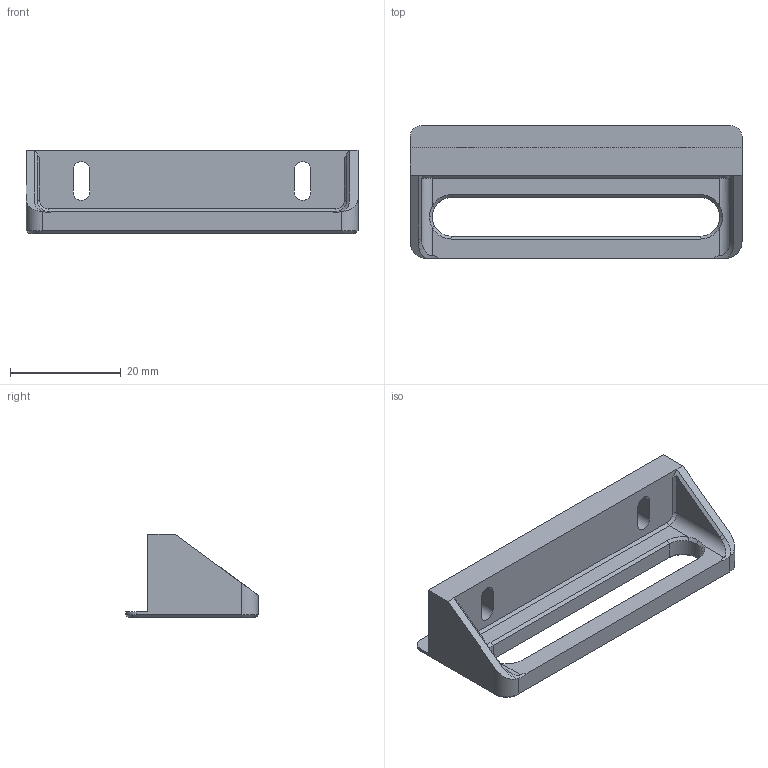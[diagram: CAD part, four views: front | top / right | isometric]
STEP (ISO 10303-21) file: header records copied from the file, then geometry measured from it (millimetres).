
FILE_DESCRIPTION(/* description */ (''),/* implementation_level */ '2;1');
FILE_NAME(/* name */ 'BlastGate_Tounge.step',/* time_stamp */ '2024-02-09T15:29:10+01:00',/* author */ (''),/* organization */ (''),/* preprocessor_version */ 'ST-DEVELOPER v20',/* originating_system */ 'Autodesk Translation Framework v12.14.0.127',/* authorisation */ '');
FILE_SCHEMA (('AUTOMOTIVE_DESIGN { 1 0 10303 214 3 1 1 }'));
Length unit declared in the file: millimetre
Products named in the file (2): BlastGateServos_V2; GateTounge
Assembly tree (1 placements, depth 2):
  BlastGateServos_V2
    GateTounge
Bounding box: 60 x 24 x 15 mm (x, y, z)
Volume: 7027.2 mm3; surface area: 4903.8 mm2
Topology: 1 solids, 1 shells, 66 faces, 169 edges, 104 vertices
Faces by surface type: plane 34, cone 12, cylinder 12, bspline 8
Entity records: 2243 total; most frequent: CARTESIAN_POINT 631, ORIENTED_EDGE 338, DIRECTION 303, EDGE_CURVE 169, LINE 109, VECTOR 109, VERTEX_POINT 104, AXIS2_PLACEMENT_3D 97
